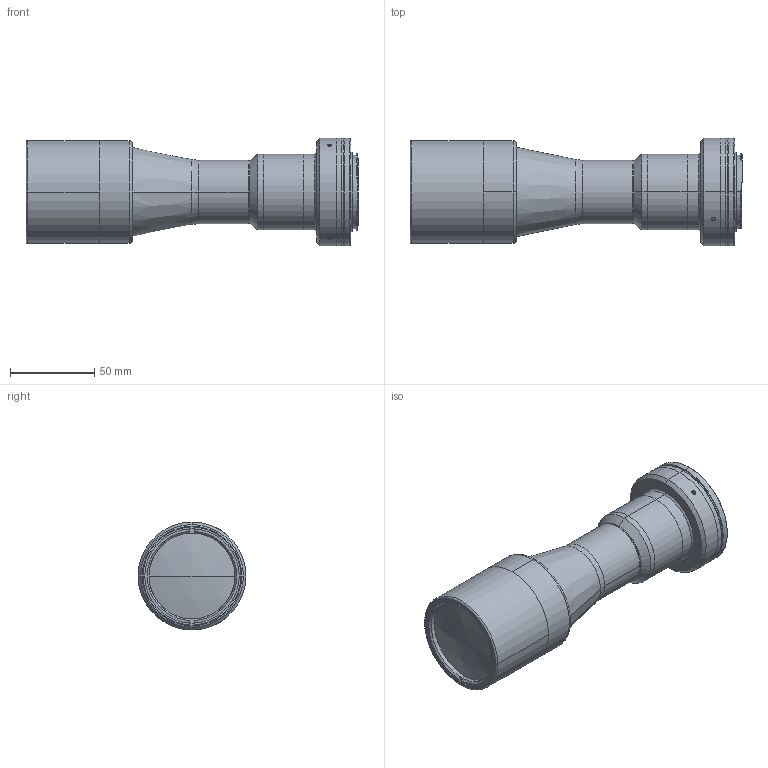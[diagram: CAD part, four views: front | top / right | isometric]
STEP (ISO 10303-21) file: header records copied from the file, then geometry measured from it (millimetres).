
FILE_DESCRIPTION (( 'STEP AP203' ), '1' );
FILE_NAME ('DP32105-A_TC4MHRP036-F.step', '2022-06-13T07:48:14', ( '' ), ( '' ), 'SwSTEP 2.0', 'SolidWorks 2021', '' );
FILE_SCHEMA (( 'CONFIG_CONTROL_DESIGN' ));
Length unit declared in the file: millimetre
Products named in the file (1): DP32105-A_TC4MHRP036-F
Bounding box: 197.02 x 64 x 64 mm (x, y, z)
Surface area: 54279.6 mm2 (no closed solid volume)
Topology: 0 solids, 19 shells, 150 faces, 435 edges, 305 vertices
Faces by surface type: cylinder 65, plane 53, cone 24, torus 6, sphere 2
Entity records: 5307 total; most frequent: CARTESIAN_POINT 1173, DIRECTION 932, ORIENTED_EDGE 702, EDGE_CURVE 435, AXIS2_PLACEMENT_3D 376, VERTEX_POINT 305, CIRCLE 225, EDGE_LOOP 185
